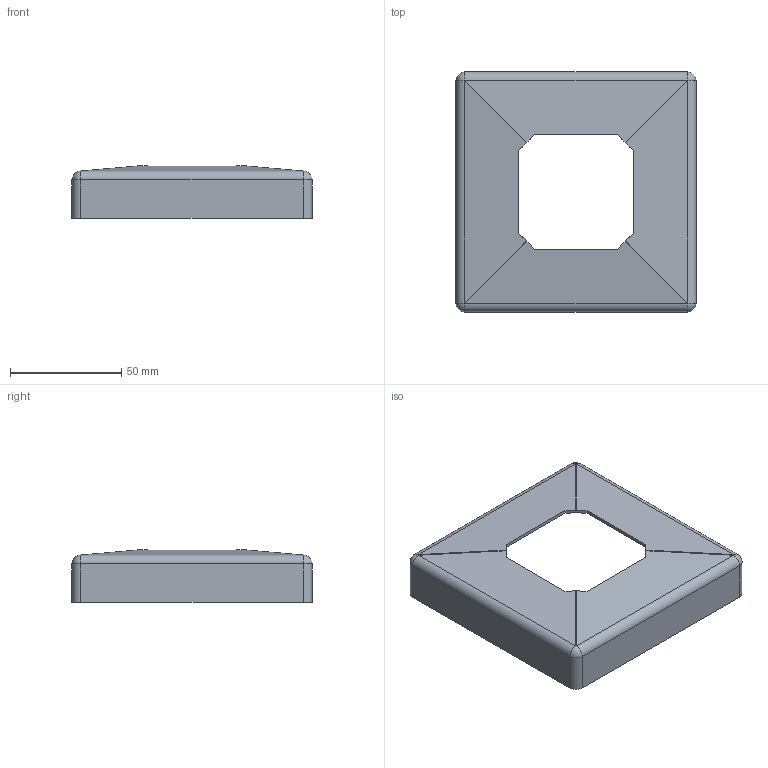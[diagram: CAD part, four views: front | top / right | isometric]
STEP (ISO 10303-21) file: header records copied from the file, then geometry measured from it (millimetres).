
FILE_DESCRIPTION (( 'STEP AP203' ), '1' );
FILE_NAME ('A14-4511-050-B.SLDPRT.STEP', '2020-05-29T07:00:26', ( '' ), ( '' ), 'SwSTEP 2.0', 'SolidWorks 2019', '' );
FILE_SCHEMA (( 'CONFIG_CONTROL_DESIGN' ));
Length unit declared in the file: millimetre
Products named in the file (1): A14-4511-050-B.SLDPRT
Bounding box: 108 x 108 x 23.81 mm (x, y, z)
Volume: 25312.4 mm3; surface area: 34670.7 mm2
Topology: 1 solids, 1 shells, 57 faces, 144 edges, 80 vertices
Faces by surface type: plane 25, cylinder 24, sphere 8
Entity records: 1695 total; most frequent: CARTESIAN_POINT 298, DIRECTION 284, ORIENTED_EDGE 272, EDGE_CURVE 136, AXIS2_PLACEMENT_3D 98, LINE 88, VECTOR 88, VERTEX_POINT 80
